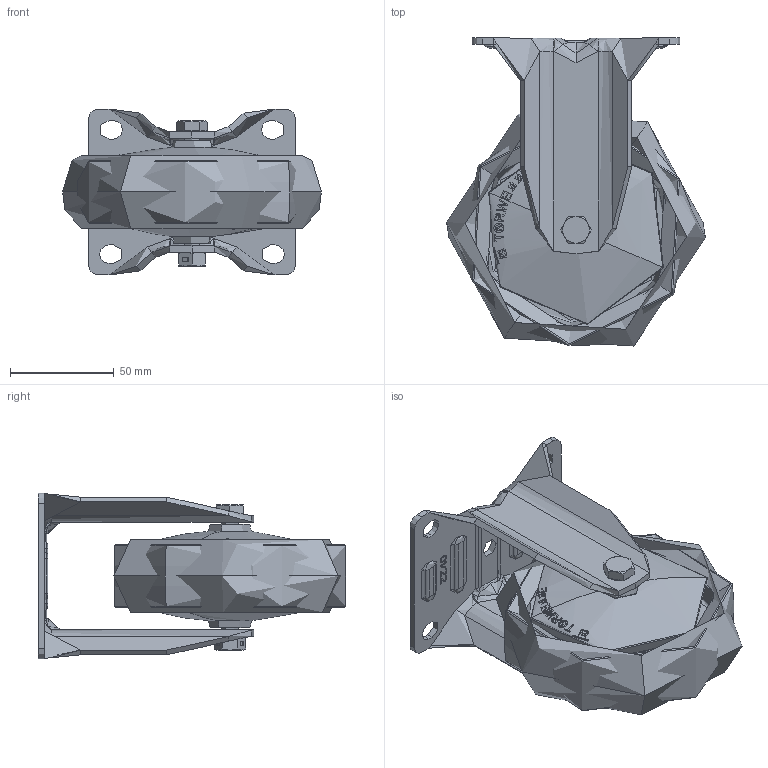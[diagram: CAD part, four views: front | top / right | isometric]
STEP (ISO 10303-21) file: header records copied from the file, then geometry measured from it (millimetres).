
FILE_DESCRIPTION (( 'STEP AP214' ), '1' );
FILE_NAME ('0055740.step', '2023-09-29T09:41:42', ( '' ), ( '' ), 'SwSTEP 2.0', 'SolidWorks 2020', '' );
FILE_SCHEMA (( 'AUTOMOTIVE_DESIGN' ));
Length unit declared in the file: millimetre
Products named in the file (1): 0055740
Bounding box: 124.77 x 148.42 x 80 mm (x, y, z)
Volume: 323989.8 mm3; surface area: 158131.7 mm2
Topology: 12 solids, 12 shells, 907 faces, 2203 edges, 1366 vertices
Faces by surface type: bspline 352, plane 225, cylinder 136, torus 130, cone 64
Entity records: 56665 total; most frequent: CARTESIAN_POINT 28086, ORIENTED_EDGE 4394, DIRECTION 2837, EDGE_CURVE 2197, VERTEX_POINT 1366, AXIS2_PLACEMENT_3D 1078, EDGE_LOOP 993, B_SPLINE_CURVE_WITH_KNOTS 945
